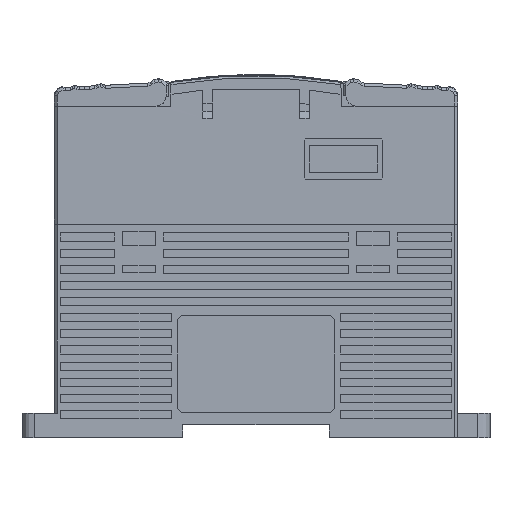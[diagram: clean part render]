
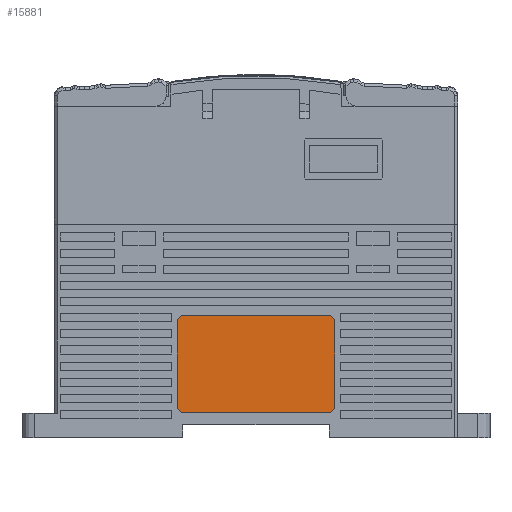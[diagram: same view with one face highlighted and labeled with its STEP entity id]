
A CAD part, left-side view. The second image highlights one B-rep face of the part: STEP entity #15881.
In plain terms, the highlighted planar face has unit normal (-1, 0, 0).
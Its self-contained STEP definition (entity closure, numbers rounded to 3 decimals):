
#19=(
BOUNDED_CURVE()
B_SPLINE_CURVE(2,(#292128,#292129,#292130),.UNSPECIFIED.,.F.,.F.)
B_SPLINE_CURVE_WITH_KNOTS((3,3),(-1.571,0.),.UNSPECIFIED.)
CURVE()
GEOMETRIC_REPRESENTATION_ITEM()
RATIONAL_B_SPLINE_CURVE((1.,0.707,1.))
REPRESENTATION_ITEM('')
);
#20=(
BOUNDED_CURVE()
B_SPLINE_CURVE(2,(#292133,#292134,#292135,#292136,#292137),
 .UNSPECIFIED.,.F.,.F.)
B_SPLINE_CURVE_WITH_KNOTS((3,2,3),(-0.785,0.,0.785),
 .UNSPECIFIED.)
CURVE()
GEOMETRIC_REPRESENTATION_ITEM()
RATIONAL_B_SPLINE_CURVE((1.,0.924,1.,0.924,1.))
REPRESENTATION_ITEM('')
);
#21=(
BOUNDED_CURVE()
B_SPLINE_CURVE(2,(#292140,#292141,#292142),.UNSPECIFIED.,.F.,.F.)
B_SPLINE_CURVE_WITH_KNOTS((3,3),(-1.571,0.),.UNSPECIFIED.)
CURVE()
GEOMETRIC_REPRESENTATION_ITEM()
RATIONAL_B_SPLINE_CURVE((1.,0.707,1.))
REPRESENTATION_ITEM('')
);
#22=(
BOUNDED_CURVE()
B_SPLINE_CURVE(2,(#292145,#292146,#292147,#292148,#292149),
 .UNSPECIFIED.,.F.,.F.)
B_SPLINE_CURVE_WITH_KNOTS((3,2,3),(-1.571,-0.785,
0.),.UNSPECIFIED.)
CURVE()
GEOMETRIC_REPRESENTATION_ITEM()
RATIONAL_B_SPLINE_CURVE((1.,0.924,1.,0.924,1.))
REPRESENTATION_ITEM('')
);
#5308=PLANE('',#184418);
#15881=ADVANCED_FACE('',(#26440),#5308,.T.);
#26440=FACE_OUTER_BOUND('',#37053,.T.);
#37053=EDGE_LOOP('',(#53734,#53735,#53736,#53737,#53738,#53739,#53740,#53741));
#53734=ORIENTED_EDGE('',*,*,#110604,.F.);
#53735=ORIENTED_EDGE('',*,*,#110605,.T.);
#53736=ORIENTED_EDGE('',*,*,#110606,.T.);
#53737=ORIENTED_EDGE('',*,*,#110599,.T.);
#53738=ORIENTED_EDGE('',*,*,#110600,.F.);
#53739=ORIENTED_EDGE('',*,*,#110601,.T.);
#53740=ORIENTED_EDGE('',*,*,#110602,.F.);
#53741=ORIENTED_EDGE('',*,*,#110603,.T.);
#110599=EDGE_CURVE('',#166570,#166571,#19,.T.);
#110600=EDGE_CURVE('',#166572,#166571,#140789,.T.);
#110601=EDGE_CURVE('',#166572,#166573,#20,.T.);
#110602=EDGE_CURVE('',#166574,#166573,#140790,.T.);
#110603=EDGE_CURVE('',#166574,#166575,#21,.T.);
#110604=EDGE_CURVE('',#166576,#166575,#140791,.T.);
#110605=EDGE_CURVE('',#166576,#166577,#22,.T.);
#110606=EDGE_CURVE('',#166577,#166570,#140792,.T.);
#140789=B_SPLINE_CURVE_WITH_KNOTS('',1,(#292131,#292132),.UNSPECIFIED.,
 .F.,.F.,(2,2),(0.,37.),.UNSPECIFIED.);
#140790=B_SPLINE_CURVE_WITH_KNOTS('',1,(#292138,#292139),.UNSPECIFIED.,
 .F.,.F.,(2,2),(0.,22.),.UNSPECIFIED.);
#140791=B_SPLINE_CURVE_WITH_KNOTS('',1,(#292143,#292144),.UNSPECIFIED.,
 .F.,.F.,(2,2),(0.,37.),.UNSPECIFIED.);
#140792=B_SPLINE_CURVE_WITH_KNOTS('',1,(#292150,#292151),.UNSPECIFIED.,
 .F.,.F.,(2,2),(-22.,0.),.UNSPECIFIED.);
#166570=VERTEX_POINT('',#268664);
#166571=VERTEX_POINT('',#268665);
#166572=VERTEX_POINT('',#268666);
#166573=VERTEX_POINT('',#268667);
#166574=VERTEX_POINT('',#268668);
#166575=VERTEX_POINT('',#268669);
#166576=VERTEX_POINT('',#268670);
#166577=VERTEX_POINT('',#268671);
#184418=AXIS2_PLACEMENT_3D('',#217822,#193774,$);
#193774=DIRECTION('',(-1.,0.,0.));
#217822=CARTESIAN_POINT('',(-123.226,-24.934,-11.226));
#268664=CARTESIAN_POINT('',(-123.226,-68.842,-15.634));
#268665=CARTESIAN_POINT('',(-123.226,-67.842,-14.634));
#268666=CARTESIAN_POINT('',(-123.226,-30.842,-14.634));
#268667=CARTESIAN_POINT('',(-123.226,-29.842,-15.634));
#268668=CARTESIAN_POINT('',(-123.226,-29.842,-37.634));
#268669=CARTESIAN_POINT('',(-123.226,-30.842,-38.634));
#268670=CARTESIAN_POINT('',(-123.226,-67.842,-38.634));
#268671=CARTESIAN_POINT('',(-123.226,-68.842,-37.634));
#292128=CARTESIAN_POINT('',(-123.226,-68.842,-15.634));
#292129=CARTESIAN_POINT('',(-123.226,-68.842,-14.634));
#292130=CARTESIAN_POINT('',(-123.226,-67.842,-14.634));
#292131=CARTESIAN_POINT('',(-123.226,-30.842,-14.634));
#292132=CARTESIAN_POINT('',(-123.226,-67.842,-14.634));
#292133=CARTESIAN_POINT('',(-123.226,-30.842,-14.634));
#292134=CARTESIAN_POINT('',(-123.226,-30.428,-14.634));
#292135=CARTESIAN_POINT('',(-123.226,-30.135,-14.927));
#292136=CARTESIAN_POINT('',(-123.226,-29.842,-15.22));
#292137=CARTESIAN_POINT('',(-123.226,-29.842,-15.634));
#292138=CARTESIAN_POINT('',(-123.226,-29.842,-37.634));
#292139=CARTESIAN_POINT('',(-123.226,-29.842,-15.634));
#292140=CARTESIAN_POINT('',(-123.226,-29.842,-37.634));
#292141=CARTESIAN_POINT('',(-123.226,-29.842,-38.634));
#292142=CARTESIAN_POINT('',(-123.226,-30.842,-38.634));
#292143=CARTESIAN_POINT('',(-123.226,-67.842,-38.634));
#292144=CARTESIAN_POINT('',(-123.226,-30.842,-38.634));
#292145=CARTESIAN_POINT('',(-123.226,-67.842,-38.634));
#292146=CARTESIAN_POINT('',(-123.226,-68.256,-38.634));
#292147=CARTESIAN_POINT('',(-123.226,-68.549,-38.341));
#292148=CARTESIAN_POINT('',(-123.226,-68.842,-38.048));
#292149=CARTESIAN_POINT('',(-123.226,-68.842,-37.634));
#292150=CARTESIAN_POINT('',(-123.226,-68.842,-37.634));
#292151=CARTESIAN_POINT('',(-123.226,-68.842,-15.634));
